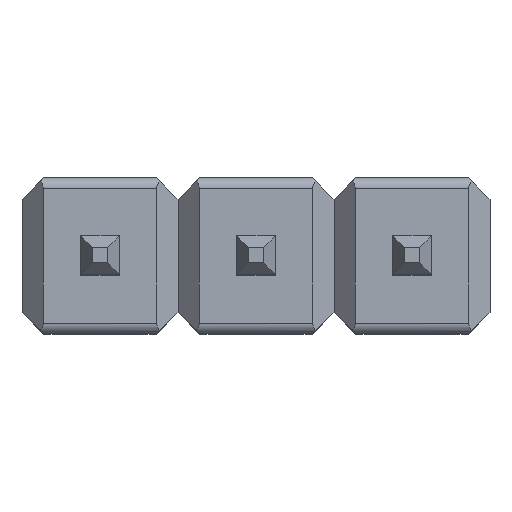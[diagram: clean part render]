
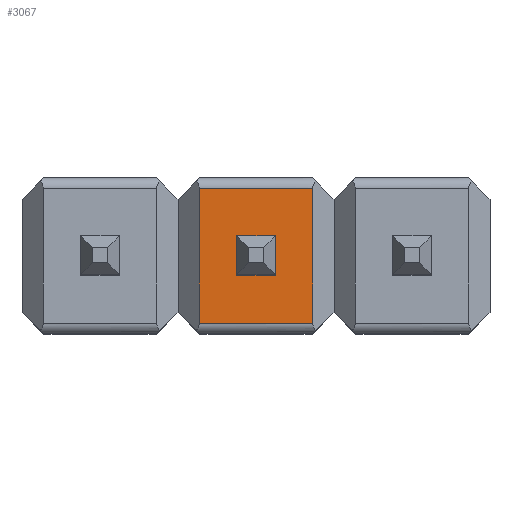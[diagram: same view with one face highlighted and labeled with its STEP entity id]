
A CAD part, top view. The second image highlights one B-rep face of the part: STEP entity #3067.
In plain terms, the highlighted planar face has unit normal (0, 0, 1).
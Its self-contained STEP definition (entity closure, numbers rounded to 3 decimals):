
#29 = CARTESIAN_POINT ( 'NONE',  ( 1.615, -1.097, 2.8 ) ) ;
#36 = CARTESIAN_POINT ( 'NONE',  ( 2.855, -0.315, 2.8 ) ) ;
#123 = CARTESIAN_POINT ( 'NONE',  ( 3.465, 1.097, 2.8 ) ) ;
#146 = FACE_OUTER_BOUND ( 'NONE', #3219, .T. ) ;
#263 = VERTEX_POINT ( 'NONE', #36 ) ;
#323 = CARTESIAN_POINT ( 'NONE',  ( 2.225, -0.315, 2.8 ) ) ;
#453 = VERTEX_POINT ( 'NONE', #2009 ) ;
#494 = CARTESIAN_POINT ( 'NONE',  ( 3.465, 1.097, 2.8 ) ) ;
#613 = B_SPLINE_CURVE_WITH_KNOTS ( 'NONE', 3,
 ( #1716, #2963, #3611, #2354 ),
 .UNSPECIFIED., .F., .F.,
 ( 4, 4 ),
 ( 0., 1. ),
 .UNSPECIFIED. ) ;
#667 = ORIENTED_EDGE ( 'NONE', *, *, #1186, .T. ) ;
#684 = ORIENTED_EDGE ( 'NONE', *, *, #2972, .F. ) ;
#706 = CARTESIAN_POINT ( 'NONE',  ( 2.225, 0.105, 2.8 ) ) ;
#741 = AXIS2_PLACEMENT_3D ( 'NONE', #3379, #2407, #786 ) ;
#785 = EDGE_CURVE ( 'NONE', #3499, #1456, #613, .T. ) ;
#786 = DIRECTION ( 'NONE',  ( 1., 0., 0. ) ) ;
#790 = EDGE_CURVE ( 'NONE', #453, #3174, #3097, .T. ) ;
#812 = CARTESIAN_POINT ( 'NONE',  ( 2.232, 1.097, 2.8 ) ) ;
#833 = EDGE_CURVE ( 'NONE', #1329, #1456, #1992, .T. ) ;
#914 = EDGE_CURVE ( 'NONE', #3790, #263, #3308, .T. ) ;
#931 = CARTESIAN_POINT ( 'NONE',  ( 2.848, -1.097, 2.8 ) ) ;
#953 = CARTESIAN_POINT ( 'NONE',  ( 2.232, -1.097, 2.8 ) ) ;
#1052 = ORIENTED_EDGE ( 'NONE', *, *, #914, .T. ) ;
#1186 = EDGE_CURVE ( 'NONE', #263, #453, #3595, .T. ) ;
#1250 = CARTESIAN_POINT ( 'NONE',  ( 3.465, -1.097, 2.8 ) ) ;
#1329 = VERTEX_POINT ( 'NONE', #123 ) ;
#1401 = VERTEX_POINT ( 'NONE', #2052 ) ;
#1432 = PLANE ( 'NONE',  #741 ) ;
#1450 = CARTESIAN_POINT ( 'NONE',  ( 2.855, -0.315, 2.8 ) ) ;
#1456 = VERTEX_POINT ( 'NONE', #2622 ) ;
#1716 = CARTESIAN_POINT ( 'NONE',  ( 1.615, -1.097, 2.8 ) ) ;
#1882 = CARTESIAN_POINT ( 'NONE',  ( 2.435, -0.315, 2.8 ) ) ;
#1934 = CARTESIAN_POINT ( 'NONE',  ( 2.855, 0.315, 2.8 ) ) ;
#1992 = B_SPLINE_CURVE_WITH_KNOTS ( 'NONE', 3,
 ( #494, #2428, #812, #2495 ),
 .UNSPECIFIED., .F., .F.,
 ( 4, 4 ),
 ( 0., 1. ),
 .UNSPECIFIED. ) ;
#2009 = CARTESIAN_POINT ( 'NONE',  ( 2.225, -0.315, 2.8 ) ) ;
#2052 = CARTESIAN_POINT ( 'NONE',  ( 3.465, -1.097, 2.8 ) ) ;
#2059 = CARTESIAN_POINT ( 'NONE',  ( 2.225, 0.315, 2.8 ) ) ;
#2140 = EDGE_CURVE ( 'NONE', #3174, #3790, #2162, .T. ) ;
#2162 = B_SPLINE_CURVE_WITH_KNOTS ( 'NONE', 3,
 ( #3478, #3164, #3810, #1934 ),
 .UNSPECIFIED., .F., .F.,
 ( 4, 4 ),
 ( 0., 1. ),
 .UNSPECIFIED. ) ;
#2334 = ORIENTED_EDGE ( 'NONE', *, *, #785, .F. ) ;
#2354 = CARTESIAN_POINT ( 'NONE',  ( 1.615, 1.097, 2.8 ) ) ;
#2407 = DIRECTION ( 'NONE',  ( 0., 0., 1. ) ) ;
#2412 = EDGE_LOOP ( 'NONE', ( #4032, #1052, #667, #3236 ) ) ;
#2428 = CARTESIAN_POINT ( 'NONE',  ( 2.848, 1.097, 2.8 ) ) ;
#2495 = CARTESIAN_POINT ( 'NONE',  ( 1.615, 1.097, 2.8 ) ) ;
#2496 = CARTESIAN_POINT ( 'NONE',  ( 3.465, -0.366, 2.8 ) ) ;
#2538 = CARTESIAN_POINT ( 'NONE',  ( 2.855, 0.105, 2.8 ) ) ;
#2622 = CARTESIAN_POINT ( 'NONE',  ( 1.615, 1.097, 2.8 ) ) ;
#2629 = EDGE_CURVE ( 'NONE', #1401, #1329, #3473, .T. ) ;
#2688 = FACE_BOUND ( 'NONE', #2412, .T. ) ;
#2696 = CARTESIAN_POINT ( 'NONE',  ( 2.225, -0.315, 2.8 ) ) ;
#2772 = CARTESIAN_POINT ( 'NONE',  ( 3.465, -1.097, 2.8 ) ) ;
#2869 = CARTESIAN_POINT ( 'NONE',  ( 2.855, -0.105, 2.8 ) ) ;
#2963 = CARTESIAN_POINT ( 'NONE',  ( 1.615, -0.366, 2.8 ) ) ;
#2972 = EDGE_CURVE ( 'NONE', #1401, #3499, #3348, .T. ) ;
#3067 = ADVANCED_FACE ( 'NONE', ( #2688, #146 ), #1432, .T. ) ;
#3097 = B_SPLINE_CURVE_WITH_KNOTS ( 'NONE', 3,
 ( #2696, #3978, #706, #2059 ),
 .UNSPECIFIED., .F., .F.,
 ( 4, 4 ),
 ( 0., 1. ),
 .UNSPECIFIED. ) ;
#3147 = CARTESIAN_POINT ( 'NONE',  ( 2.225, 0.315, 2.8 ) ) ;
#3164 = CARTESIAN_POINT ( 'NONE',  ( 2.435, 0.315, 2.8 ) ) ;
#3165 = ORIENTED_EDGE ( 'NONE', *, *, #833, .T. ) ;
#3174 = VERTEX_POINT ( 'NONE', #3147 ) ;
#3219 = EDGE_LOOP ( 'NONE', ( #2334, #684, #3996, #3165 ) ) ;
#3236 = ORIENTED_EDGE ( 'NONE', *, *, #790, .T. ) ;
#3308 = B_SPLINE_CURVE_WITH_KNOTS ( 'NONE', 3,
 ( #3466, #2538, #2869, #4131 ),
 .UNSPECIFIED., .F., .F.,
 ( 4, 4 ),
 ( 0., 1. ),
 .UNSPECIFIED. ) ;
#3348 = B_SPLINE_CURVE_WITH_KNOTS ( 'NONE', 3,
 ( #1250, #931, #953, #29 ),
 .UNSPECIFIED., .F., .F.,
 ( 4, 4 ),
 ( 0., 1. ),
 .UNSPECIFIED. ) ;
#3379 = CARTESIAN_POINT ( 'NONE',  ( 1.597, -1.295, 2.8 ) ) ;
#3400 = CARTESIAN_POINT ( 'NONE',  ( 3.465, 0.366, 2.8 ) ) ;
#3453 = CARTESIAN_POINT ( 'NONE',  ( 2.855, 0.315, 2.8 ) ) ;
#3466 = CARTESIAN_POINT ( 'NONE',  ( 2.855, 0.315, 2.8 ) ) ;
#3473 = B_SPLINE_CURVE_WITH_KNOTS ( 'NONE', 3,
 ( #2772, #2496, #3400, #3760 ),
 .UNSPECIFIED., .F., .F.,
 ( 4, 4 ),
 ( 0., 1. ),
 .UNSPECIFIED. ) ;
#3478 = CARTESIAN_POINT ( 'NONE',  ( 2.225, 0.315, 2.8 ) ) ;
#3499 = VERTEX_POINT ( 'NONE', #4034 ) ;
#3595 = B_SPLINE_CURVE_WITH_KNOTS ( 'NONE', 3,
 ( #1450, #3839, #1882, #323 ),
 .UNSPECIFIED., .F., .F.,
 ( 4, 4 ),
 ( 0., 1. ),
 .UNSPECIFIED. ) ;
#3611 = CARTESIAN_POINT ( 'NONE',  ( 1.615, 0.366, 2.8 ) ) ;
#3760 = CARTESIAN_POINT ( 'NONE',  ( 3.465, 1.097, 2.8 ) ) ;
#3790 = VERTEX_POINT ( 'NONE', #3453 ) ;
#3810 = CARTESIAN_POINT ( 'NONE',  ( 2.645, 0.315, 2.8 ) ) ;
#3839 = CARTESIAN_POINT ( 'NONE',  ( 2.645, -0.315, 2.8 ) ) ;
#3978 = CARTESIAN_POINT ( 'NONE',  ( 2.225, -0.105, 2.8 ) ) ;
#3996 = ORIENTED_EDGE ( 'NONE', *, *, #2629, .T. ) ;
#4032 = ORIENTED_EDGE ( 'NONE', *, *, #2140, .T. ) ;
#4034 = CARTESIAN_POINT ( 'NONE',  ( 1.615, -1.097, 2.8 ) ) ;
#4131 = CARTESIAN_POINT ( 'NONE',  ( 2.855, -0.315, 2.8 ) ) ;
